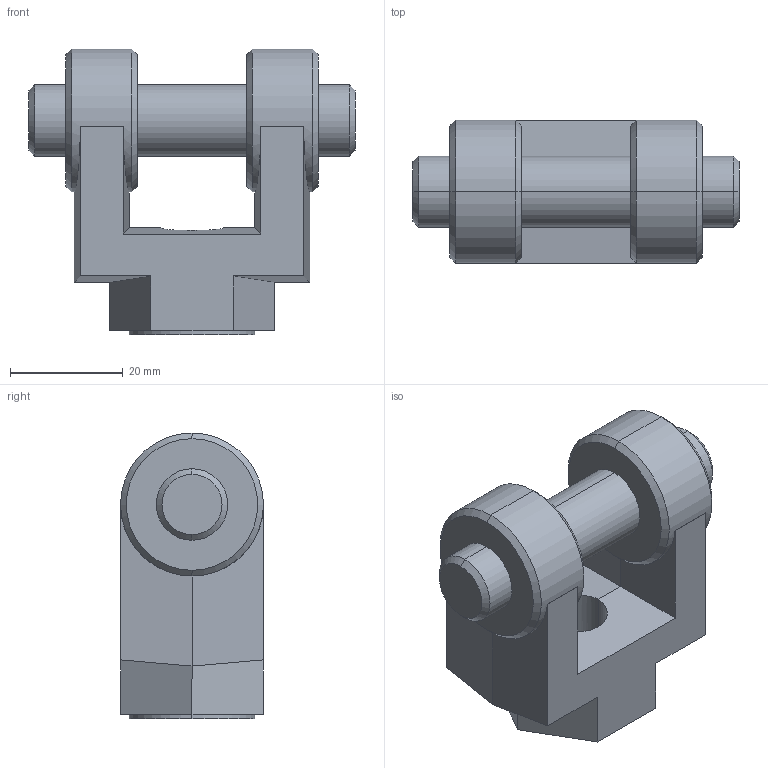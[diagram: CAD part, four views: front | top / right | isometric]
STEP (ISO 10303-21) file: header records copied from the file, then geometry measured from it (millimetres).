
FILE_DESCRIPTION (( 'STEP AP214' ), '1' );
FILE_NAME ('NYNY-1505179420226.step', '2006-05-17T13:04:24', ( 'sysAdmin' ), ( 'SolidWorks' ), 'SwSTEP 2.0', 'SolidWorks 2006079', '' );
FILE_SCHEMA (( 'AUTOMOTIVE_DESIGN' ));
Length unit declared in the file: millimetre
Products named in the file (2): NYNY-1505179420226; NY-150.step_NY-RodClevis_150
Assembly tree (1 placements, depth 2):
  NYNY-1505179420226
    NY-150.step_NY-RodClevis_150
Bounding box: 57.91 x 25.4 x 50.8 mm (x, y, z)
Volume: 33399.1 mm3; surface area: 9774.4 mm2
Topology: 1 solids, 1 shells, 58 faces, 138 edges, 84 vertices
Faces by surface type: plane 32, cylinder 14, cone 12
Entity records: 1711 total; most frequent: CARTESIAN_POINT 314, DIRECTION 290, ORIENTED_EDGE 276, EDGE_CURVE 138, AXIS2_PLACEMENT_3D 100, VECTOR 90, LINE 90, VERTEX_POINT 84
